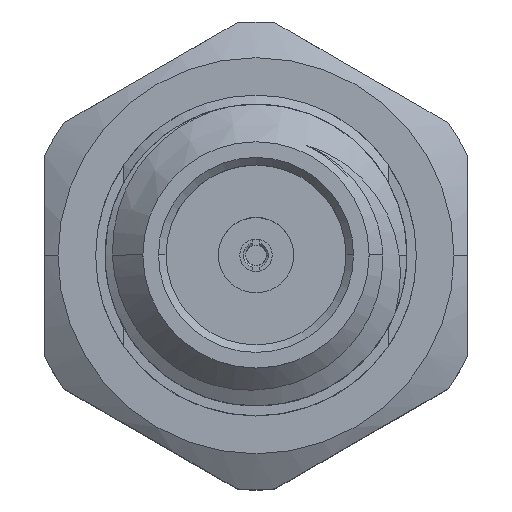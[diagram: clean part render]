
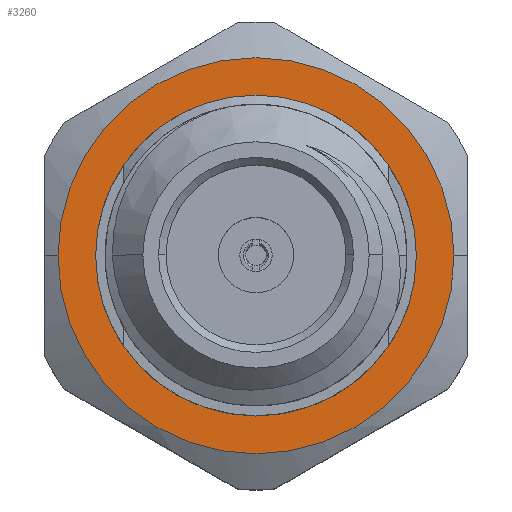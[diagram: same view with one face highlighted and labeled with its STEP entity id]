
A CAD part, top view. The second image highlights one B-rep face of the part: STEP entity #3260.
In plain terms, the highlighted planar face has unit normal (0, 0, 1).
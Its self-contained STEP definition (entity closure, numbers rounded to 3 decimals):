
#25 = CIRCLE ( 'NONE', #2254, 2.625 ) ;
#29 = DIRECTION ( 'NONE',  ( 0., 0., 1. ) ) ;
#32 = AXIS2_PLACEMENT_3D ( 'NONE', #640, #252, #4562 ) ;
#80 = FACE_OUTER_BOUND ( 'NONE', #293, .T. ) ;
#252 = DIRECTION ( 'NONE',  ( 0., 0., 1. ) ) ;
#283 = DIRECTION ( 'NONE',  ( 0., 0., 1. ) ) ;
#293 = EDGE_LOOP ( 'NONE', ( #2719, #4356 ) ) ;
#395 = DIRECTION ( 'NONE',  ( 1., 0., 0. ) ) ;
#468 = CIRCLE ( 'NONE', #32, 2.125 ) ;
#534 = CIRCLE ( 'NONE', #786, 2.125 ) ;
#640 = CARTESIAN_POINT ( 'NONE',  ( 0., 0., 3.68 ) ) ;
#737 = CARTESIAN_POINT ( 'NONE',  ( 0., 0., 3.68 ) ) ;
#786 = AXIS2_PLACEMENT_3D ( 'NONE', #4109, #912, #4505 ) ;
#912 = DIRECTION ( 'NONE',  ( 0., 0., 1. ) ) ;
#1242 = EDGE_CURVE ( 'NONE', #3552, #4196, #3357, .T. ) ;
#1698 = DIRECTION ( 'NONE',  ( 1., 0., 0. ) ) ;
#1722 = ORIENTED_EDGE ( 'NONE', *, *, #2004, .F. ) ;
#2004 = EDGE_CURVE ( 'NONE', #4075, #4178, #534, .T. ) ;
#2161 = AXIS2_PLACEMENT_3D ( 'NONE', #2690, #283, #1698 ) ;
#2179 = CARTESIAN_POINT ( 'NONE',  ( 2.125, 0., 3.68 ) ) ;
#2254 = AXIS2_PLACEMENT_3D ( 'NONE', #2686, #2265, #4102 ) ;
#2265 = DIRECTION ( 'NONE',  ( 0., 0., 1. ) ) ;
#2319 = ORIENTED_EDGE ( 'NONE', *, *, #4110, .F. ) ;
#2686 = CARTESIAN_POINT ( 'NONE',  ( 0., 0., 3.68 ) ) ;
#2690 = CARTESIAN_POINT ( 'NONE',  ( 0., 0., 3.68 ) ) ;
#2719 = ORIENTED_EDGE ( 'NONE', *, *, #4565, .T. ) ;
#3097 = CARTESIAN_POINT ( 'NONE',  ( -2.625, 0., 3.68 ) ) ;
#3260 = ADVANCED_FACE ( 'NONE', ( #3268, #80 ), #3958, .T. ) ;
#3268 = FACE_BOUND ( 'NONE', #4032, .T. ) ;
#3357 = CIRCLE ( 'NONE', #2161, 2.625 ) ;
#3552 = VERTEX_POINT ( 'NONE', #3097 ) ;
#3593 = CARTESIAN_POINT ( 'NONE',  ( 2.625, 0., 3.68 ) ) ;
#3833 = CARTESIAN_POINT ( 'NONE',  ( -2.125, 0., 3.68 ) ) ;
#3898 = AXIS2_PLACEMENT_3D ( 'NONE', #737, #29, #395 ) ;
#3958 = PLANE ( 'NONE',  #3898 ) ;
#4032 = EDGE_LOOP ( 'NONE', ( #2319, #1722 ) ) ;
#4075 = VERTEX_POINT ( 'NONE', #2179 ) ;
#4102 = DIRECTION ( 'NONE',  ( 1., 0., 0. ) ) ;
#4109 = CARTESIAN_POINT ( 'NONE',  ( 0., 0., 3.68 ) ) ;
#4110 = EDGE_CURVE ( 'NONE', #4178, #4075, #468, .T. ) ;
#4178 = VERTEX_POINT ( 'NONE', #3833 ) ;
#4196 = VERTEX_POINT ( 'NONE', #3593 ) ;
#4356 = ORIENTED_EDGE ( 'NONE', *, *, #1242, .T. ) ;
#4505 = DIRECTION ( 'NONE',  ( 1., 0., 0. ) ) ;
#4562 = DIRECTION ( 'NONE',  ( 1., 0., 0. ) ) ;
#4565 = EDGE_CURVE ( 'NONE', #4196, #3552, #25, .T. ) ;
